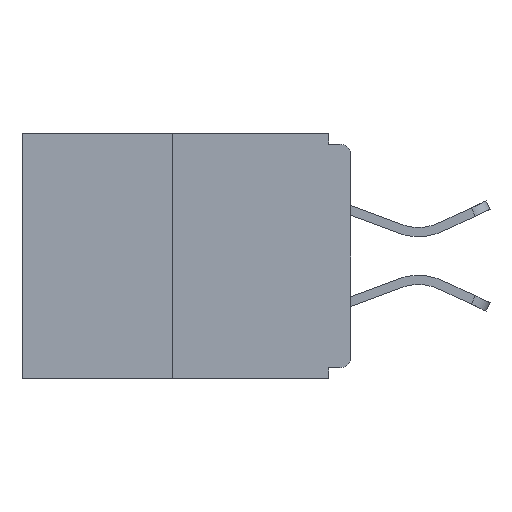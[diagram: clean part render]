
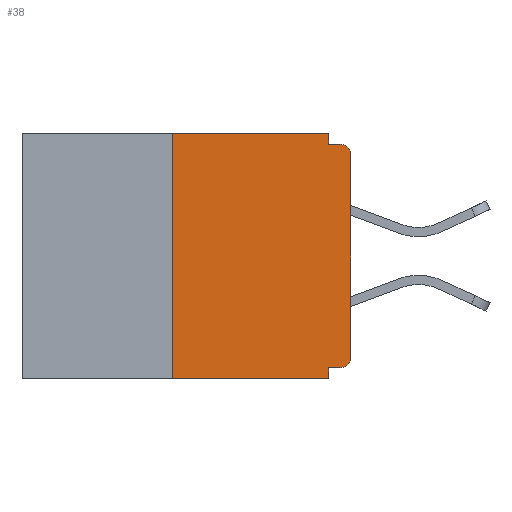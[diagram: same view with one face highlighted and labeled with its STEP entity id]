
A CAD part, left-side view. The second image highlights one B-rep face of the part: STEP entity #38.
In plain terms, the highlighted planar face has unit normal (-1, 0, 0).
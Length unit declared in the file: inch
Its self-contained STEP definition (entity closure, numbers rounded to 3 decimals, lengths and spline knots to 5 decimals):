
#38 = ADVANCED_FACE ( 'NONE', ( #4239 ), #9406, .F. ) ;
#141 = CARTESIAN_POINT ( 'NONE',  ( 0., 0., -0.313 ) ) ;
#180 = DIRECTION ( 'NONE',  ( 0., 0., -1. ) ) ;
#213 = ORIENTED_EDGE ( 'NONE', *, *, #7766, .T. ) ;
#335 = CARTESIAN_POINT ( 'NONE',  ( 0., 0.031, -0.328 ) ) ;
#520 = DIRECTION ( 'NONE',  ( 0., 0., 1. ) ) ;
#533 = EDGE_CURVE ( 'NONE', #2863, #7568, #744, .T. ) ;
#706 = VECTOR ( 'NONE', #10821, 39.37008 ) ;
#744 = LINE ( 'NONE', #11028, #4225 ) ;
#998 = LINE ( 'NONE', #8539, #7524 ) ;
#1244 = CARTESIAN_POINT ( 'NONE',  ( 0., 0.031, -0.343 ) ) ;
#1345 = CARTESIAN_POINT ( 'NONE',  ( 0., 0.25, 0. ) ) ;
#1427 = DIRECTION ( 'NONE',  ( 1., 0., 0. ) ) ;
#1635 = CARTESIAN_POINT ( 'NONE',  ( 0., 0.031, -0.343 ) ) ;
#1836 = ORIENTED_EDGE ( 'NONE', *, *, #533, .T. ) ;
#1911 = AXIS2_PLACEMENT_3D ( 'NONE', #8729, #3459, #8806 ) ;
#2377 = ORIENTED_EDGE ( 'NONE', *, *, #10229, .F. ) ;
#2405 = ORIENTED_EDGE ( 'NONE', *, *, #3014, .F. ) ;
#2409 = CARTESIAN_POINT ( 'NONE',  ( 0., 0.46, 0. ) ) ;
#2600 = CARTESIAN_POINT ( 'NONE',  ( 0., 0., -0.015 ) ) ;
#2735 = CIRCLE ( 'NONE', #10502, 0.015 ) ;
#2742 = VECTOR ( 'NONE', #520, 39.37008 ) ;
#2850 = DIRECTION ( 'NONE',  ( -1., 0., 0. ) ) ;
#2863 = VERTEX_POINT ( 'NONE', #11193 ) ;
#2876 = VECTOR ( 'NONE', #9298, 39.37008 ) ;
#2878 = CARTESIAN_POINT ( 'NONE',  ( 0., 0.015, -0.015 ) ) ;
#2889 = LINE ( 'NONE', #2600, #11204 ) ;
#3014 = EDGE_CURVE ( 'NONE', #5924, #7428, #5714, .T. ) ;
#3032 = VERTEX_POINT ( 'NONE', #141 ) ;
#3045 = CARTESIAN_POINT ( 'NONE',  ( 0., 0., -0.328 ) ) ;
#3292 = ORIENTED_EDGE ( 'NONE', *, *, #11227, .T. ) ;
#3350 = VECTOR ( 'NONE', #7333, 39.37008 ) ;
#3459 = DIRECTION ( 'NONE',  ( -1., 0., 0. ) ) ;
#3690 = VERTEX_POINT ( 'NONE', #2878 ) ;
#3697 = LINE ( 'NONE', #1345, #2742 ) ;
#3727 = ORIENTED_EDGE ( 'NONE', *, *, #7389, .F. ) ;
#4037 = CARTESIAN_POINT ( 'NONE',  ( 0., 0., -0.03 ) ) ;
#4224 = EDGE_LOOP ( 'NONE', ( #2405, #7586, #1836, #7811, #8166, #213, #4616, #3292, #2377, #3727 ) ) ;
#4225 = VECTOR ( 'NONE', #6641, 39.37008 ) ;
#4239 = FACE_OUTER_BOUND ( 'NONE', #4224, .T. ) ;
#4265 = EDGE_CURVE ( 'NONE', #8145, #7568, #10420, .T. ) ;
#4616 = ORIENTED_EDGE ( 'NONE', *, *, #5817, .T. ) ;
#4636 = CARTESIAN_POINT ( 'NONE',  ( 0., 0.015, -0.313 ) ) ;
#4663 = AXIS2_PLACEMENT_3D ( 'NONE', #2409, #1427, #7763 ) ;
#4813 = CIRCLE ( 'NONE', #1911, 0.015 ) ;
#5149 = CARTESIAN_POINT ( 'NONE',  ( 0., 0.015, -0.328 ) ) ;
#5251 = LINE ( 'NONE', #11093, #2876 ) ;
#5714 = LINE ( 'NONE', #8897, #706 ) ;
#5743 = VERTEX_POINT ( 'NONE', #5149 ) ;
#5817 = EDGE_CURVE ( 'NONE', #3032, #10991, #998, .T. ) ;
#5924 = VERTEX_POINT ( 'NONE', #7864 ) ;
#6053 = VERTEX_POINT ( 'NONE', #11488 ) ;
#6188 = VECTOR ( 'NONE', #10158, 39.37008 ) ;
#6233 = DIRECTION ( 'NONE',  ( 0., -1., 0. ) ) ;
#6641 = DIRECTION ( 'NONE',  ( 0., -1., 0. ) ) ;
#6669 = EDGE_CURVE ( 'NONE', #2863, #5924, #3697, .T. ) ;
#7333 = DIRECTION ( 'NONE',  ( 0., 0., -1. ) ) ;
#7389 = EDGE_CURVE ( 'NONE', #7428, #6053, #5251, .T. ) ;
#7428 = VERTEX_POINT ( 'NONE', #7654 ) ;
#7524 = VECTOR ( 'NONE', #10282, 39.37008 ) ;
#7568 = VERTEX_POINT ( 'NONE', #1635 ) ;
#7586 = ORIENTED_EDGE ( 'NONE', *, *, #6669, .F. ) ;
#7654 = CARTESIAN_POINT ( 'NONE',  ( 0., 0.031, 0. ) ) ;
#7763 = DIRECTION ( 'NONE',  ( 0., 0., -1. ) ) ;
#7766 = EDGE_CURVE ( 'NONE', #5743, #3032, #2735, .T. ) ;
#7811 = ORIENTED_EDGE ( 'NONE', *, *, #4265, .F. ) ;
#7864 = CARTESIAN_POINT ( 'NONE',  ( 0., 0.25, 0. ) ) ;
#8145 = VERTEX_POINT ( 'NONE', #335 ) ;
#8166 = ORIENTED_EDGE ( 'NONE', *, *, #8202, .F. ) ;
#8202 = EDGE_CURVE ( 'NONE', #5743, #8145, #9785, .T. ) ;
#8539 = CARTESIAN_POINT ( 'NONE',  ( 0., 0., 0. ) ) ;
#8729 = CARTESIAN_POINT ( 'NONE',  ( 0., 0.015, -0.03 ) ) ;
#8806 = DIRECTION ( 'NONE',  ( 0., 0., -1. ) ) ;
#8897 = CARTESIAN_POINT ( 'NONE',  ( 0., 0.46, 0. ) ) ;
#9298 = DIRECTION ( 'NONE',  ( 0., 0., -1. ) ) ;
#9406 = PLANE ( 'NONE',  #4663 ) ;
#9785 = LINE ( 'NONE', #3045, #6188 ) ;
#10158 = DIRECTION ( 'NONE',  ( 0., 1., 0. ) ) ;
#10229 = EDGE_CURVE ( 'NONE', #6053, #3690, #2889, .T. ) ;
#10282 = DIRECTION ( 'NONE',  ( 0., 0., 1. ) ) ;
#10420 = LINE ( 'NONE', #1244, #3350 ) ;
#10502 = AXIS2_PLACEMENT_3D ( 'NONE', #4636, #2850, #180 ) ;
#10821 = DIRECTION ( 'NONE',  ( 0., -1., 0. ) ) ;
#10991 = VERTEX_POINT ( 'NONE', #4037 ) ;
#11028 = CARTESIAN_POINT ( 'NONE',  ( 0., 0.46, -0.343 ) ) ;
#11093 = CARTESIAN_POINT ( 'NONE',  ( 0., 0.031, 0. ) ) ;
#11193 = CARTESIAN_POINT ( 'NONE',  ( 0., 0.25, -0.343 ) ) ;
#11204 = VECTOR ( 'NONE', #6233, 39.37008 ) ;
#11227 = EDGE_CURVE ( 'NONE', #10991, #3690, #4813, .T. ) ;
#11488 = CARTESIAN_POINT ( 'NONE',  ( 0., 0.031, -0.015 ) ) ;
